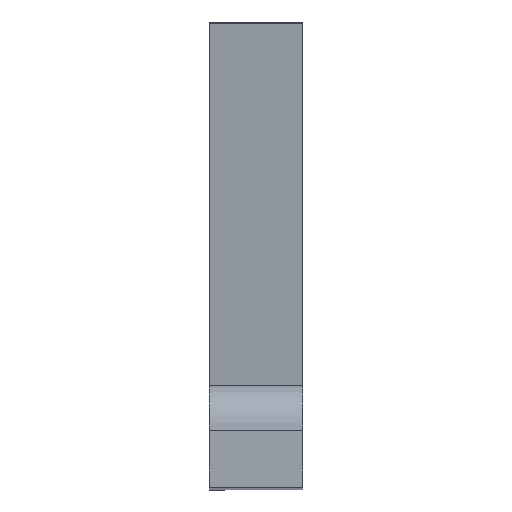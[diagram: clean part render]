
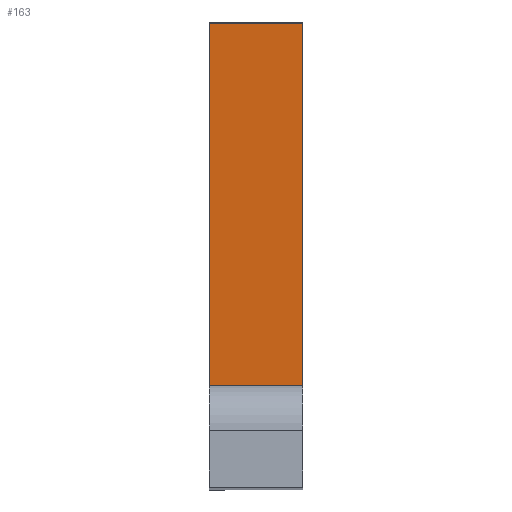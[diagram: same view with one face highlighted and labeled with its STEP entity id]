
A CAD part, top view. The second image highlights one B-rep face of the part: STEP entity #163.
In plain terms, the highlighted planar face has unit normal (0, 0.97, 0.245).
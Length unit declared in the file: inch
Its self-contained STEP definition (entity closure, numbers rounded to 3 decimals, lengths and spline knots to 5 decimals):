
#23 = VECTOR ( 'NONE', #181, 39.37008 ) ;
#50 = ORIENTED_EDGE ( 'NONE', *, *, #280, .T. ) ;
#73 = CARTESIAN_POINT ( 'NONE',  ( 0.5, -0.01469, -0.00371 ) ) ;
#75 = AXIS2_PLACEMENT_3D ( 'NONE', #532, #420, #82 ) ;
#82 = DIRECTION ( 'NONE',  ( 0., 0.245, -0.969 ) ) ;
#83 = VERTEX_POINT ( 'NONE', #574 ) ;
#89 = CARTESIAN_POINT ( 'NONE',  ( 1., -2.29162, 9. ) ) ;
#100 = DIRECTION ( 'NONE',  ( 0., -0.245, 0.969 ) ) ;
#127 = VECTOR ( 'NONE', #133, 39.37008 ) ;
#129 = VERTEX_POINT ( 'NONE', #173 ) ;
#133 = DIRECTION ( 'NONE',  ( 1., 0., 0. ) ) ;
#155 = VERTEX_POINT ( 'NONE', #465 ) ;
#163 = ADVANCED_FACE ( 'NONE', ( #219 ), #376, .F. ) ;
#173 = CARTESIAN_POINT ( 'NONE',  ( 0.5, -2.24389, 8.81129 ) ) ;
#181 = DIRECTION ( 'NONE',  ( -1., 0., 0. ) ) ;
#219 = FACE_OUTER_BOUND ( 'NONE', #346, .T. ) ;
#252 = ORIENTED_EDGE ( 'NONE', *, *, #603, .F. ) ;
#280 = EDGE_CURVE ( 'NONE', #324, #129, #487, .T. ) ;
#324 = VERTEX_POINT ( 'NONE', #588 ) ;
#331 = ORIENTED_EDGE ( 'NONE', *, *, #457, .T. ) ;
#337 = LINE ( 'NONE', #585, #127 ) ;
#346 = EDGE_LOOP ( 'NONE', ( #50, #331, #252, #477 ) ) ;
#371 = EDGE_CURVE ( 'NONE', #155, #324, #437, .T. ) ;
#376 = PLANE ( 'NONE',  #75 ) ;
#400 = VECTOR ( 'NONE', #631, 39.37008 ) ;
#420 = DIRECTION ( 'NONE',  ( 0., -0.969, -0.245 ) ) ;
#437 = LINE ( 'NONE', #641, #23 ) ;
#440 = VECTOR ( 'NONE', #100, 39.37008 ) ;
#457 = EDGE_CURVE ( 'NONE', #129, #83, #337, .T. ) ;
#465 = CARTESIAN_POINT ( 'NONE',  ( 1., -0.28401, 1.06129 ) ) ;
#477 = ORIENTED_EDGE ( 'NONE', *, *, #371, .T. ) ;
#487 = LINE ( 'NONE', #73, #400 ) ;
#532 = CARTESIAN_POINT ( 'NONE',  ( 1., -2.29162, 9. ) ) ;
#553 = LINE ( 'NONE', #89, #440 ) ;
#574 = CARTESIAN_POINT ( 'NONE',  ( 1., -2.24389, 8.81129 ) ) ;
#585 = CARTESIAN_POINT ( 'NONE',  ( 1., -2.24389, 8.81129 ) ) ;
#588 = CARTESIAN_POINT ( 'NONE',  ( 0.5, -0.28401, 1.06129 ) ) ;
#603 = EDGE_CURVE ( 'NONE', #155, #83, #553, .T. ) ;
#631 = DIRECTION ( 'NONE',  ( 0., -0.245, 0.969 ) ) ;
#641 = CARTESIAN_POINT ( 'NONE',  ( 1., -0.28401, 1.06129 ) ) ;
